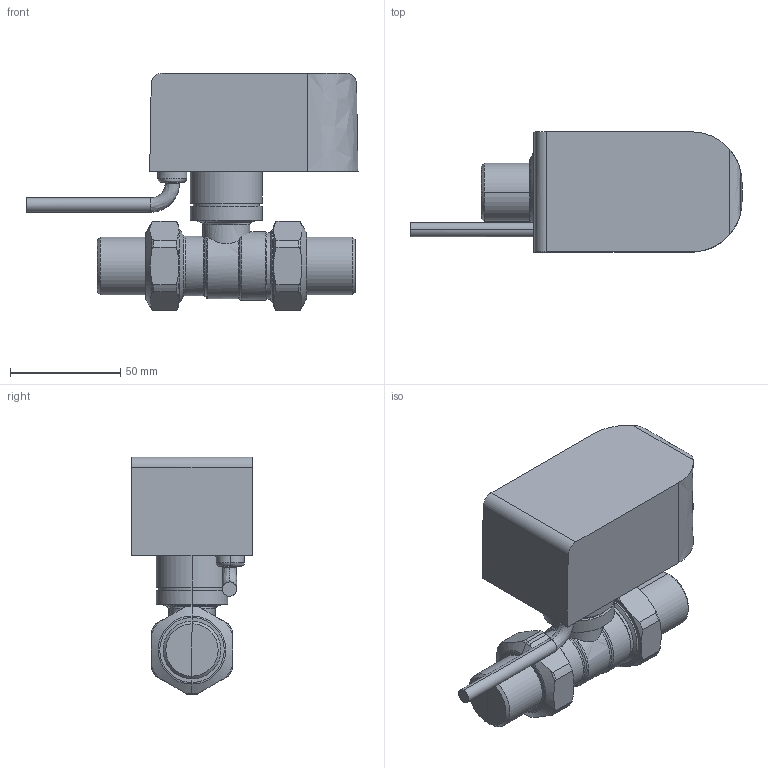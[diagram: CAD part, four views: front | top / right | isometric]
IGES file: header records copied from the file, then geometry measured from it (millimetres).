
Global section: file name: 644256 (IGS); native system: Autodesk Inventor 2017; preprocessor: unknown; author: ufftec; date: 20180522.085939; units: millimetre
Bounding box: 150.61 x 54.5 x 107.85 mm (x, y, z)
Volume: 353546.6 mm3; surface area: 47812.8 mm2
Topology: 6 solids, 6 shells, 180 faces, 444 edges, 277 vertices
Faces by surface type: bspline 180
